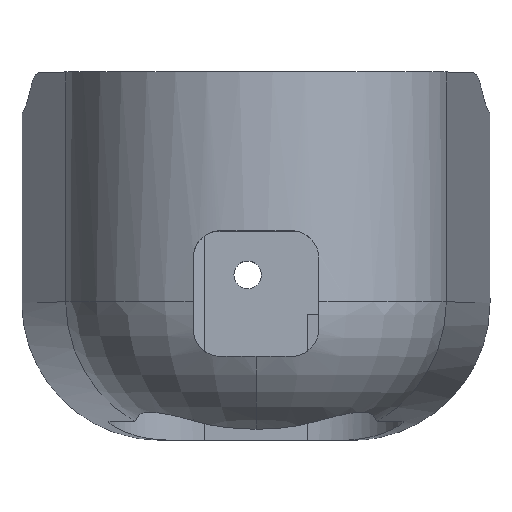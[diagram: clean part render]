
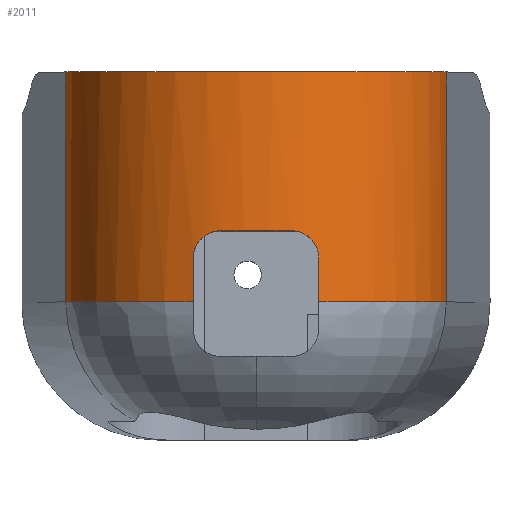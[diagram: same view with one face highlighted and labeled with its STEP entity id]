
A CAD part, top view. The second image highlights one B-rep face of the part: STEP entity #2011.
In plain terms, the highlighted cylindrical face has radius 13.884 mm (diameter 27.769 mm), a partial arc.
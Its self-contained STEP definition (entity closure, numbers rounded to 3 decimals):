
#40 = CARTESIAN_POINT ( 'NONE',  ( -4.553, 1.566, 45.832 ) ) ;
#108 = CARTESIAN_POINT ( 'NONE',  ( 4.295, 2.315, 45.919 ) ) ;
#123 = CARTESIAN_POINT ( 'NONE',  ( 3.207, 3.199, 46.225 ) ) ;
#124 = VERTEX_POINT ( 'NONE', #359 ) ;
#131 = LINE ( 'NONE', #691, #1531 ) ;
#151 = ORIENTED_EDGE ( 'NONE', *, *, #2337, .T. ) ;
#163 = CARTESIAN_POINT ( 'NONE',  ( 4.566, 1.569, 45.828 ) ) ;
#195 = CARTESIAN_POINT ( 'NONE',  ( 0., 14.85, 32.715 ) ) ;
#226 = VERTEX_POINT ( 'NONE', #1571 ) ;
#243 = CARTESIAN_POINT ( 'NONE',  ( -4.065, 2.631, 45.992 ) ) ;
#269 = DIRECTION ( 'NONE',  ( 0., 0., -1. ) ) ;
#288 = DIRECTION ( 'NONE',  ( 0., -1., 0. ) ) ;
#297 = VECTOR ( 'NONE', #1418, 1000. ) ;
#307 = CARTESIAN_POINT ( 'NONE',  ( 2.828, 3.287, 46.31 ) ) ;
#323 = CARTESIAN_POINT ( 'NONE',  ( 3.082, 3.237, 46.254 ) ) ;
#341 = VECTOR ( 'NONE', #1156, 1000. ) ;
#345 = VERTEX_POINT ( 'NONE', #1072 ) ;
#359 = CARTESIAN_POINT ( 'NONE',  ( -4.566, 1.3, 45.828 ) ) ;
#367 = EDGE_CURVE ( 'NONE', #935, #345, #131, .T. ) ;
#386 = VERTEX_POINT ( 'NONE', #1637 ) ;
#399 = VERTEX_POINT ( 'NONE', #893 ) ;
#415 = DIRECTION ( 'NONE',  ( 0., 1., 0. ) ) ;
#424 = ORIENTED_EDGE ( 'NONE', *, *, #2100, .F. ) ;
#435 = ORIENTED_EDGE ( 'NONE', *, *, #1623, .T. ) ;
#454 = CARTESIAN_POINT ( 'NONE',  ( 4.566, 1.3, 45.828 ) ) ;
#474 = CARTESIAN_POINT ( 'NONE',  ( 13.824, -11.85, 34.006 ) ) ;
#491 = B_SPLINE_CURVE_WITH_KNOTS ( 'NONE', 3,
 ( #2156, #794, #40, #1420, #1434, #2170, #1201, #1214, #243, #1566, #1591, #2335, #1962, #2146, #1616, #1768 ),
 .UNSPECIFIED., .F., .F.,
 ( 4, 2, 2, 2, 2, 2, 2, 4 ),
 ( 0., 0., 0.001, 0.001, 0.002, 0.002, 0.003, 0.003 ),
 .UNSPECIFIED. ) ;
#613 = AXIS2_PLACEMENT_3D ( 'NONE', #746, #415, #1929 ) ;
#639 = ORIENTED_EDGE ( 'NONE', *, *, #1526, .F. ) ;
#651 = CIRCLE ( 'NONE', #1704, 13.885 ) ;
#662 = CARTESIAN_POINT ( 'NONE',  ( 13.824, 14.85, 34.006 ) ) ;
#691 = CARTESIAN_POINT ( 'NONE',  ( 4.566, -11.85, 45.828 ) ) ;
#706 = DIRECTION ( 'NONE',  ( 0., 0., -1. ) ) ;
#746 = CARTESIAN_POINT ( 'NONE',  ( 0., -11.85, 32.715 ) ) ;
#757 = B_SPLINE_CURVE_WITH_KNOTS ( 'NONE', 3,
 ( #2263, #2046, #307, #323, #123, #1093, #1657, #1856, #2015, #2207, #2449, #108, #2399, #1255, #163, #1302 ),
 .UNSPECIFIED., .F., .F.,
 ( 4, 2, 2, 2, 2, 2, 2, 4 ),
 ( 0., 0., 0.001, 0.001, 0.002, 0.002, 0.002, 0.003 ),
 .UNSPECIFIED. ) ;
#784 = LINE ( 'NONE', #1192, #1101 ) ;
#792 = CARTESIAN_POINT ( 'NONE',  ( -13.824, -11.85, 34.006 ) ) ;
#794 = CARTESIAN_POINT ( 'NONE',  ( -4.566, 1.434, 45.828 ) ) ;
#826 = ORIENTED_EDGE ( 'NONE', *, *, #1699, .T. ) ;
#852 = ORIENTED_EDGE ( 'NONE', *, *, #2168, .T. ) ;
#893 = CARTESIAN_POINT ( 'NONE',  ( -13.824, 14.85, 34.006 ) ) ;
#935 = VERTEX_POINT ( 'NONE', #454 ) ;
#1042 = DIRECTION ( 'NONE',  ( 0., 1., 0. ) ) ;
#1064 = ORIENTED_EDGE ( 'NONE', *, *, #1122, .T. ) ;
#1070 = CYLINDRICAL_SURFACE ( 'NONE', #613, 13.885 ) ;
#1071 = CARTESIAN_POINT ( 'NONE',  ( 0., 3.3, 32.715 ) ) ;
#1072 = CARTESIAN_POINT ( 'NONE',  ( 4.566, -1.85, 45.828 ) ) ;
#1093 = CARTESIAN_POINT ( 'NONE',  ( 3.448, 3.1, 46.166 ) ) ;
#1101 = VECTOR ( 'NONE', #1909, 1000. ) ;
#1122 = EDGE_CURVE ( 'NONE', #1925, #2141, #2363, .T. ) ;
#1134 = DIRECTION ( 'NONE',  ( 0., 1., 0. ) ) ;
#1156 = DIRECTION ( 'NONE',  ( 0., 1., 0. ) ) ;
#1168 = CARTESIAN_POINT ( 'NONE',  ( 2.566, 3.3, 46.361 ) ) ;
#1175 = VERTEX_POINT ( 'NONE', #662 ) ;
#1192 = CARTESIAN_POINT ( 'NONE',  ( -4.566, -11.85, 45.828 ) ) ;
#1201 = CARTESIAN_POINT ( 'NONE',  ( -4.297, 2.312, 45.919 ) ) ;
#1214 = CARTESIAN_POINT ( 'NONE',  ( -4.15, 2.529, 45.966 ) ) ;
#1225 = EDGE_CURVE ( 'NONE', #124, #1925, #491, .T. ) ;
#1234 = EDGE_CURVE ( 'NONE', #345, #386, #1570, .T. ) ;
#1255 = CARTESIAN_POINT ( 'NONE',  ( 4.511, 1.835, 45.847 ) ) ;
#1291 = AXIS2_PLACEMENT_3D ( 'NONE', #1071, #1042, #1636 ) ;
#1302 = CARTESIAN_POINT ( 'NONE',  ( 4.566, 1.3, 45.828 ) ) ;
#1307 = CARTESIAN_POINT ( 'NONE',  ( -13.824, -1.85, 34.006 ) ) ;
#1418 = DIRECTION ( 'NONE',  ( 0., 1., 0. ) ) ;
#1420 = CARTESIAN_POINT ( 'NONE',  ( -4.501, 1.825, 45.85 ) ) ;
#1434 = CARTESIAN_POINT ( 'NONE',  ( -4.461, 1.954, 45.864 ) ) ;
#1471 = ORIENTED_EDGE ( 'NONE', *, *, #367, .T. ) ;
#1526 = EDGE_CURVE ( 'NONE', #399, #1175, #651, .T. ) ;
#1531 = VECTOR ( 'NONE', #288, 1000. ) ;
#1566 = CARTESIAN_POINT ( 'NONE',  ( -3.789, 2.904, 46.074 ) ) ;
#1570 = CIRCLE ( 'NONE', #2216, 13.885 ) ;
#1571 = CARTESIAN_POINT ( 'NONE',  ( -4.566, -1.85, 45.828 ) ) ;
#1584 = VERTEX_POINT ( 'NONE', #1307 ) ;
#1591 = CARTESIAN_POINT ( 'NONE',  ( -3.568, 3.05, 46.136 ) ) ;
#1604 = DIRECTION ( 'NONE',  ( 0., 1., 0. ) ) ;
#1616 = CARTESIAN_POINT ( 'NONE',  ( -2.698, 3.3, 46.336 ) ) ;
#1623 = EDGE_CURVE ( 'NONE', #1584, #226, #1936, .T. ) ;
#1636 = DIRECTION ( 'NONE',  ( 0., 0., -1. ) ) ;
#1637 = CARTESIAN_POINT ( 'NONE',  ( 13.824, -1.85, 34.006 ) ) ;
#1657 = CARTESIAN_POINT ( 'NONE',  ( 3.562, 3.04, 46.136 ) ) ;
#1699 = EDGE_CURVE ( 'NONE', #226, #124, #784, .T. ) ;
#1704 = AXIS2_PLACEMENT_3D ( 'NONE', #195, #1906, #2107 ) ;
#1708 = ORIENTED_EDGE ( 'NONE', *, *, #1234, .T. ) ;
#1768 = CARTESIAN_POINT ( 'NONE',  ( -2.566, 3.3, 46.361 ) ) ;
#1843 = EDGE_LOOP ( 'NONE', ( #435, #826, #2219, #1064, #151, #1471, #1708, #852, #639, #424 ) ) ;
#1856 = CARTESIAN_POINT ( 'NONE',  ( 3.777, 2.897, 46.077 ) ) ;
#1906 = DIRECTION ( 'NONE',  ( 0., 1., 0. ) ) ;
#1909 = DIRECTION ( 'NONE',  ( 0., 1., 0. ) ) ;
#1925 = VERTEX_POINT ( 'NONE', #2281 ) ;
#1929 = DIRECTION ( 'NONE',  ( 0., 0., -1. ) ) ;
#1936 = CIRCLE ( 'NONE', #2180, 13.885 ) ;
#1962 = CARTESIAN_POINT ( 'NONE',  ( -3.084, 3.236, 46.254 ) ) ;
#1990 = CARTESIAN_POINT ( 'NONE',  ( 0., -1.85, 32.715 ) ) ;
#2011 = ADVANCED_FACE ( 'NONE', ( #2020 ), #1070, .T. ) ;
#2015 = CARTESIAN_POINT ( 'NONE',  ( 3.88, 2.814, 46.047 ) ) ;
#2020 = FACE_OUTER_BOUND ( 'NONE', #1843, .T. ) ;
#2046 = CARTESIAN_POINT ( 'NONE',  ( 2.698, 3.3, 46.336 ) ) ;
#2089 = CARTESIAN_POINT ( 'NONE',  ( 0., -1.85, 32.715 ) ) ;
#2100 = EDGE_CURVE ( 'NONE', #1584, #399, #2316, .T. ) ;
#2107 = DIRECTION ( 'NONE',  ( 0., 0., -1. ) ) ;
#2141 = VERTEX_POINT ( 'NONE', #1168 ) ;
#2146 = CARTESIAN_POINT ( 'NONE',  ( -2.828, 3.287, 46.31 ) ) ;
#2156 = CARTESIAN_POINT ( 'NONE',  ( -4.566, 1.3, 45.828 ) ) ;
#2168 = EDGE_CURVE ( 'NONE', #386, #1175, #2195, .T. ) ;
#2170 = CARTESIAN_POINT ( 'NONE',  ( -4.359, 2.197, 45.898 ) ) ;
#2180 = AXIS2_PLACEMENT_3D ( 'NONE', #2089, #1134, #706 ) ;
#2195 = LINE ( 'NONE', #474, #297 ) ;
#2207 = CARTESIAN_POINT ( 'NONE',  ( 4.065, 2.631, 45.992 ) ) ;
#2216 = AXIS2_PLACEMENT_3D ( 'NONE', #1990, #1604, #269 ) ;
#2219 = ORIENTED_EDGE ( 'NONE', *, *, #1225, .T. ) ;
#2263 = CARTESIAN_POINT ( 'NONE',  ( 2.566, 3.3, 46.361 ) ) ;
#2281 = CARTESIAN_POINT ( 'NONE',  ( -2.566, 3.3, 46.361 ) ) ;
#2316 = LINE ( 'NONE', #792, #341 ) ;
#2335 = CARTESIAN_POINT ( 'NONE',  ( -3.21, 3.198, 46.224 ) ) ;
#2337 = EDGE_CURVE ( 'NONE', #2141, #935, #757, .T. ) ;
#2363 = CIRCLE ( 'NONE', #1291, 13.885 ) ;
#2399 = CARTESIAN_POINT ( 'NONE',  ( 4.358, 2.198, 45.898 ) ) ;
#2449 = CARTESIAN_POINT ( 'NONE',  ( 4.148, 2.532, 45.966 ) ) ;
